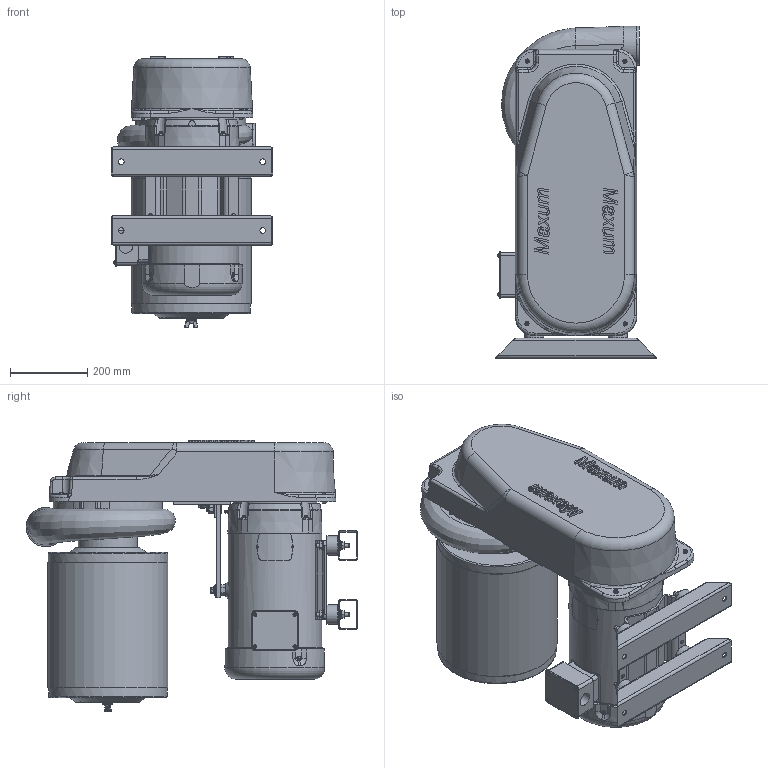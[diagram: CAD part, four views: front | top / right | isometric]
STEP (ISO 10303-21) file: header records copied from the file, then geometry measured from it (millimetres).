
FILE_DESCRIPTION(/* description */ (''),/* implementation_level */ '2;1');
FILE_NAME(/* name */ 'BAM15xB003_A.stp',/* time_stamp */ '2018-11-30T11:50:05-05:00',/* author */ ('James'),/* organization */ (''),/* preprocessor_version */ 'ST-DEVELOPER v16.5',/* originating_system */ 'Autodesk Inventor 2017',/* authorisation */ '');
FILE_SCHEMA (('AUTOMOTIVE_DESIGN { 1 0 10303 214 3 1 1 }'));
Length unit declared in the file: inch
Products named in the file (1): BAM15xB003_A
Bounding box: 415.93 x 856.52 x 701.67 mm (x, y, z)
Volume: 89469235.7 mm3; surface area: 2393381.9 mm2
Topology: 2 solids, 3 shells, 3089 faces, 7883 edges, 5106 vertices
Faces by surface type: plane 1437, cylinder 891, cone 339, bspline 275, torus 75, sphere 72
Full cylindrical faces by diameter (mm): 2.946 x3, 4.826 x3, 6.624 x1, 7.937 x4, 8.839 x4, 10 x16, 10.5 x4, 10.516 x3, 10.617 x1, 10.922 x2, 12 x4, 12.7 x1, 14.3 x4, 17.395 x1, 21 x1, 22.085 x1, 23.825 x1, 25.4 x11, 35.052 x1, 50 x4, 100.012 x1, 152.4 x1, 241.579 x1, 281.28 x1, 306.07 x1, 308.61 x1, 310.896 x1
Entity records: 116285 total; most frequent: CARTESIAN_POINT 43788, ORIENTED_EDGE 15289, DIRECTION 14832, EDGE_CURVE 7645, AXIS2_PLACEMENT_3D 5484, VERTEX_POINT 5011, LINE 3864, VECTOR 3864
